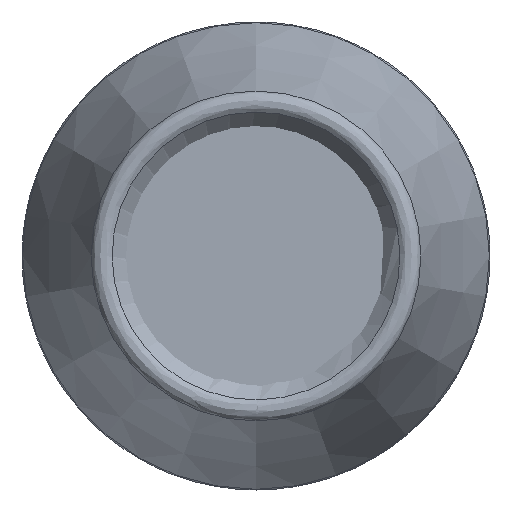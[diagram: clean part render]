
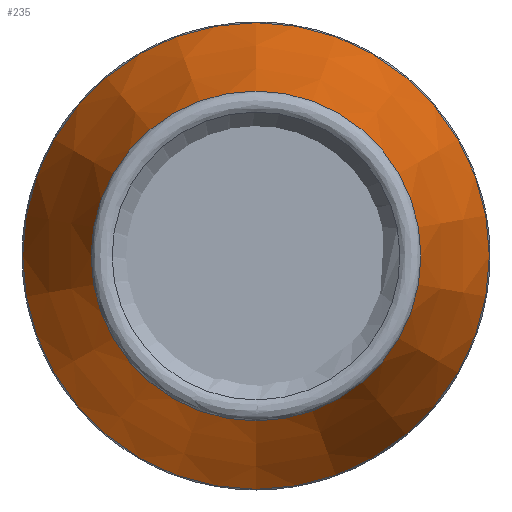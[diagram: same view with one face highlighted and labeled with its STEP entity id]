
A CAD part, left-side view. The second image highlights one B-rep face of the part: STEP entity #235.
In plain terms, the highlighted conical face has half-angle 18.5 degrees and reference radius 10.5 mm.
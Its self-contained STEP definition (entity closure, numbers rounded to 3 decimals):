
#158=CONICAL_SURFACE('',#419,10.5,18.5);
#209=FACE_BOUND('',#274,.T.);
#210=FACE_BOUND('',#275,.T.);
#235=ADVANCED_FACE('',(#209,#210),#158,.T.);
#274=EDGE_LOOP('',(#314));
#275=EDGE_LOOP('',(#315));
#314=ORIENTED_EDGE('',*,*,#360,.F.);
#315=ORIENTED_EDGE('',*,*,#358,.T.);
#338=VERTEX_POINT('',#557);
#340=VERTEX_POINT('',#563);
#358=EDGE_CURVE('',#338,#338,#378,.T.);
#360=EDGE_CURVE('',#340,#340,#381,.T.);
#378=CIRCLE('',#415,10.5);
#381=CIRCLE('',#418,14.855);
#415=AXIS2_PLACEMENT_3D('',#556,#483,#484);
#418=AXIS2_PLACEMENT_3D('',#562,#490,#491);
#419=AXIS2_PLACEMENT_3D('',#564,#492,#493);
#483=DIRECTION('',(1.,0.,0.));
#484=DIRECTION('',(0.,0.,-1.));
#490=DIRECTION('',(1.,0.,0.));
#491=DIRECTION('',(0.,0.,-1.));
#492=DIRECTION('',(1.,0.,0.));
#493=DIRECTION('',(0.,0.,-1.));
#556=CARTESIAN_POINT('',(0.549,0.,0.));
#557=CARTESIAN_POINT('',(0.549,0.,-10.5));
#562=CARTESIAN_POINT('',(13.566,0.,0.));
#563=CARTESIAN_POINT('',(13.566,0.,-14.855));
#564=CARTESIAN_POINT('',(0.549,0.,0.));
